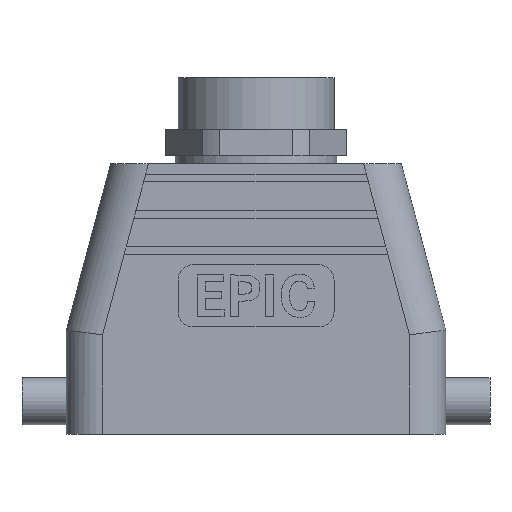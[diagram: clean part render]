
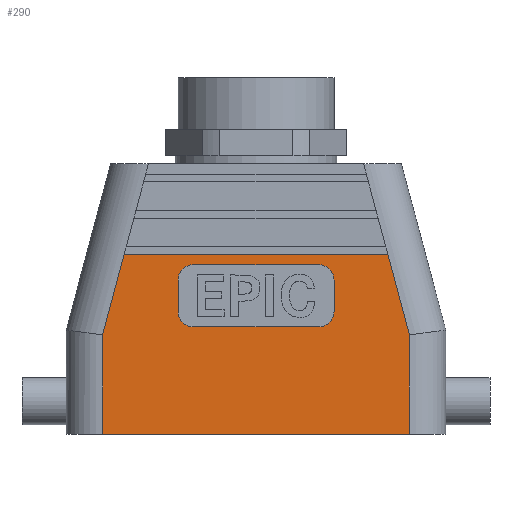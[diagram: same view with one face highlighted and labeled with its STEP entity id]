
A CAD part, front view. The second image highlights one B-rep face of the part: STEP entity #290.
In plain terms, the highlighted planar face has unit normal (0, -1, 0).
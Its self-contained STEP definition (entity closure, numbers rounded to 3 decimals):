
#290 = ADVANCED_FACE( '', ( #697, #698 ), #699, .F. );
#697 = FACE_OUTER_BOUND( '', #1227, .T. );
#698 = FACE_BOUND( '', #1228, .T. );
#699 = PLANE( '', #1229 );
#1227 = EDGE_LOOP( '', ( #2076, #2077, #2078, #2079, #2080, #2081 ) );
#1228 = EDGE_LOOP( '', ( #2082, #2083, #2084, #2085, #2086, #2087, #2088, #2089 ) );
#1229 = AXIS2_PLACEMENT_3D( '', #2090, #2091, #2092 );
#2076 = ORIENTED_EDGE( '', *, *, #3388, .F. );
#2077 = ORIENTED_EDGE( '', *, *, #3389, .F. );
#2078 = ORIENTED_EDGE( '', *, *, #3390, .T. );
#2079 = ORIENTED_EDGE( '', *, *, #3276, .T. );
#2080 = ORIENTED_EDGE( '', *, *, #3391, .T. );
#2081 = ORIENTED_EDGE( '', *, *, #3392, .F. );
#2082 = ORIENTED_EDGE( '', *, *, #3393, .T. );
#2083 = ORIENTED_EDGE( '', *, *, #3394, .T. );
#2084 = ORIENTED_EDGE( '', *, *, #3395, .T. );
#2085 = ORIENTED_EDGE( '', *, *, #3396, .T. );
#2086 = ORIENTED_EDGE( '', *, *, #3397, .T. );
#2087 = ORIENTED_EDGE( '', *, *, #3398, .T. );
#2088 = ORIENTED_EDGE( '', *, *, #3399, .T. );
#2089 = ORIENTED_EDGE( '', *, *, #3400, .T. );
#2090 = CARTESIAN_POINT( '', ( -36.5, -21.5, 20. ) );
#2091 = DIRECTION( '', ( 0., 1., 0. ) );
#2092 = DIRECTION( '', ( -1., 0., 0. ) );
#3276 = EDGE_CURVE( '', #3949, #3950, #3951, .T. );
#3388 = EDGE_CURVE( '', #4133, #4134, #4135, .F. );
#3389 = EDGE_CURVE( '', #4136, #4133, #4137, .T. );
#3390 = EDGE_CURVE( '', #4136, #3949, #4138, .F. );
#3391 = EDGE_CURVE( '', #3950, #4139, #4140, .T. );
#3392 = EDGE_CURVE( '', #4134, #4139, #4141, .T. );
#3393 = EDGE_CURVE( '', #4142, #4143, #4144, .T. );
#3394 = EDGE_CURVE( '', #4143, #4145, #4146, .T. );
#3395 = EDGE_CURVE( '', #4145, #4147, #4148, .T. );
#3396 = EDGE_CURVE( '', #4147, #4149, #4150, .T. );
#3397 = EDGE_CURVE( '', #4149, #4151, #4152, .T. );
#3398 = EDGE_CURVE( '', #4151, #4153, #4154, .T. );
#3399 = EDGE_CURVE( '', #4153, #4155, #4156, .T. );
#3400 = EDGE_CURVE( '', #4155, #4142, #4157, .T. );
#3949 = VERTEX_POINT( '', #4975 );
#3950 = VERTEX_POINT( '', #4976 );
#3951 = LINE( '', #4977, #4978 );
#4133 = VERTEX_POINT( '', #5222 );
#4134 = VERTEX_POINT( '', #5223 );
#4135 = LINE( '', #5224, #5225 );
#4136 = VERTEX_POINT( '', #5226 );
#4137 = LINE( '', #5227, #5228 );
#4138 = LINE( '', #5229, #5230 );
#4139 = VERTEX_POINT( '', #5231 );
#4140 = LINE( '', #5232, #5233 );
#4141 = LINE( '', #5234, #5235 );
#4142 = VERTEX_POINT( '', #5236 );
#4143 = VERTEX_POINT( '', #5237 );
#4144 = CIRCLE( '', #5238, 3. );
#4145 = VERTEX_POINT( '', #5239 );
#4146 = LINE( '', #5240, #5241 );
#4147 = VERTEX_POINT( '', #5242 );
#4148 = CIRCLE( '', #5243, 3. );
#4149 = VERTEX_POINT( '', #5244 );
#4150 = LINE( '', #5245, #5246 );
#4151 = VERTEX_POINT( '', #5247 );
#4152 = CIRCLE( '', #5248, 3. );
#4153 = VERTEX_POINT( '', #5249 );
#4154 = LINE( '', #5250, #5251 );
#4155 = VERTEX_POINT( '', #5252 );
#4156 = CIRCLE( '', #5253, 3. );
#4157 = LINE( '', #5254, #5255 );
#4975 = CARTESIAN_POINT( '', ( -29.5, -21.5, 19.078 ) );
#4976 = CARTESIAN_POINT( '', ( -29.5, -21.5, 0. ) );
#4977 = CARTESIAN_POINT( '', ( -29.5, -21.5, 20. ) );
#4978 = VECTOR( '', #5951, 1000. );
#5222 = CARTESIAN_POINT( '', ( 25.367, -21.5, 34.5 ) );
#5223 = CARTESIAN_POINT( '', ( 29.5, -21.5, 19.078 ) );
#5224 = CARTESIAN_POINT( '', ( 29.739, -21.5, 18.188 ) );
#5225 = VECTOR( '', #6097, 1000. );
#5226 = CARTESIAN_POINT( '', ( -25.367, -21.5, 34.5 ) );
#5227 = CARTESIAN_POINT( '', ( -25.367, -21.5, 34.5 ) );
#5228 = VECTOR( '', #6098, 1000. );
#5229 = CARTESIAN_POINT( '', ( -29.739, -21.5, 18.188 ) );
#5230 = VECTOR( '', #6099, 1000. );
#5231 = CARTESIAN_POINT( '', ( 29.5, -21.5, 0. ) );
#5232 = CARTESIAN_POINT( '', ( -36.5, -21.5, 0. ) );
#5233 = VECTOR( '', #6100, 1000. );
#5234 = CARTESIAN_POINT( '', ( 29.5, -21.5, 20. ) );
#5235 = VECTOR( '', #6101, 1000. );
#5236 = CARTESIAN_POINT( '', ( -15., -21.5, 29.6 ) );
#5237 = CARTESIAN_POINT( '', ( -12., -21.5, 32.6 ) );
#5238 = AXIS2_PLACEMENT_3D( '', #6102, #6103, #6104 );
#5239 = CARTESIAN_POINT( '', ( 12., -21.5, 32.6 ) );
#5240 = CARTESIAN_POINT( '', ( -12., -21.5, 32.6 ) );
#5241 = VECTOR( '', #6105, 1000. );
#5242 = CARTESIAN_POINT( '', ( 15., -21.5, 29.6 ) );
#5243 = AXIS2_PLACEMENT_3D( '', #6106, #6107, #6108 );
#5244 = CARTESIAN_POINT( '', ( 15., -21.5, 23.6 ) );
#5245 = CARTESIAN_POINT( '', ( 15., -21.5, 29.6 ) );
#5246 = VECTOR( '', #6109, 1000. );
#5247 = CARTESIAN_POINT( '', ( 12., -21.5, 20.6 ) );
#5248 = AXIS2_PLACEMENT_3D( '', #6110, #6111, #6112 );
#5249 = CARTESIAN_POINT( '', ( -12., -21.5, 20.6 ) );
#5250 = CARTESIAN_POINT( '', ( -12., -21.5, 20.6 ) );
#5251 = VECTOR( '', #6113, 1000. );
#5252 = CARTESIAN_POINT( '', ( -15., -21.5, 23.6 ) );
#5253 = AXIS2_PLACEMENT_3D( '', #6114, #6115, #6116 );
#5254 = CARTESIAN_POINT( '', ( -15., -21.5, 23.6 ) );
#5255 = VECTOR( '', #6117, 1000. );
#5951 = DIRECTION( '', ( 0., 0., -1. ) );
#6097 = DIRECTION( '', ( -0.259, 0., 0.966 ) );
#6098 = DIRECTION( '', ( 1., 0., 0. ) );
#6099 = DIRECTION( '', ( 0.259, 0., 0.966 ) );
#6100 = DIRECTION( '', ( 1., 0., 0. ) );
#6101 = DIRECTION( '', ( 0., 0., -1. ) );
#6102 = CARTESIAN_POINT( '', ( -12., -21.5, 29.6 ) );
#6103 = DIRECTION( '', ( 0., 1., 0. ) );
#6104 = DIRECTION( '', ( 1., 0., 0. ) );
#6105 = DIRECTION( '', ( 1., 0., 0. ) );
#6106 = CARTESIAN_POINT( '', ( 12., -21.5, 29.6 ) );
#6107 = DIRECTION( '', ( 0., 1., 0. ) );
#6108 = DIRECTION( '', ( -1., 0., 0. ) );
#6109 = DIRECTION( '', ( 0., 0., -1. ) );
#6110 = CARTESIAN_POINT( '', ( 12., -21.5, 23.6 ) );
#6111 = DIRECTION( '', ( 0., 1., 0. ) );
#6112 = DIRECTION( '', ( 1., 0., 0. ) );
#6113 = DIRECTION( '', ( -1., 0., 0. ) );
#6114 = CARTESIAN_POINT( '', ( -12., -21.5, 23.6 ) );
#6115 = DIRECTION( '', ( 0., 1., 0. ) );
#6116 = DIRECTION( '', ( 1., 0., 0. ) );
#6117 = DIRECTION( '', ( 0., 0., 1. ) );
